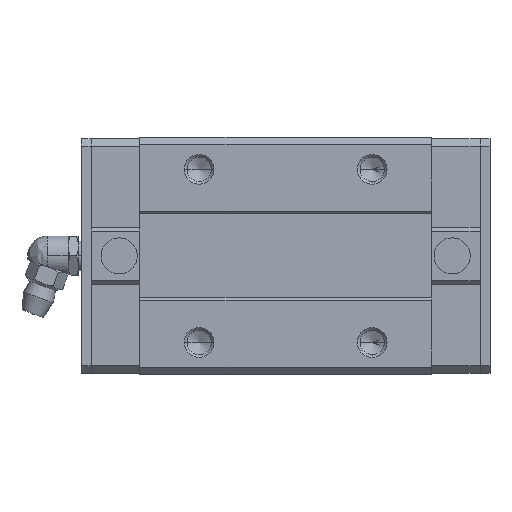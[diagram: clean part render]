
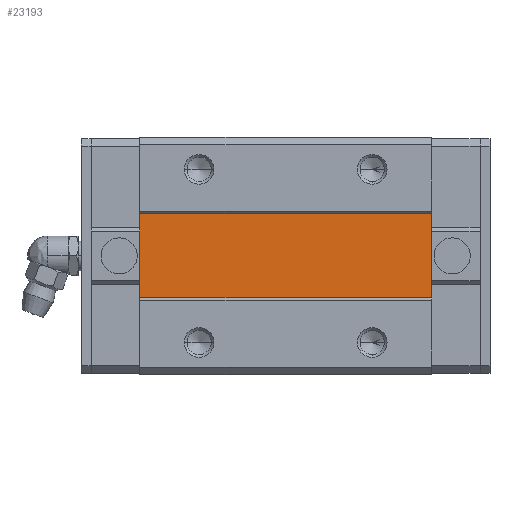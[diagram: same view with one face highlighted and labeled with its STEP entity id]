
A CAD part, top view. The second image highlights one B-rep face of the part: STEP entity #23193.
In plain terms, the highlighted planar face has unit normal (0, 0, 1).
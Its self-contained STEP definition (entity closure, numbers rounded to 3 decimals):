
#77 = FACE_OUTER_BOUND ( 'NONE', #2256, .T. ) ;
#208 = CARTESIAN_POINT ( 'NONE',  ( 70.8, 8.5, 25.5 ) ) ;
#281 = ORIENTED_EDGE ( 'NONE', *, *, #8218, .T. ) ;
#682 = VECTOR ( 'NONE', #12678, 1000. ) ;
#1321 = DIRECTION ( 'NONE',  ( 0., 1., 0. ) ) ;
#1597 = LINE ( 'NONE', #5756, #23113 ) ;
#2256 = EDGE_LOOP ( 'NONE', ( #22652, #281, #7397, #16241 ) ) ;
#2308 = VECTOR ( 'NONE', #1321, 1000. ) ;
#3117 = DIRECTION ( 'NONE',  ( 1., 0., 0. ) ) ;
#4198 = CARTESIAN_POINT ( 'NONE',  ( 11.8, 8.5, 25.5 ) ) ;
#4824 = VERTEX_POINT ( 'NONE', #16164 ) ;
#5756 = CARTESIAN_POINT ( 'NONE',  ( 11.8, -8.5, 25.5 ) ) ;
#7397 = ORIENTED_EDGE ( 'NONE', *, *, #13321, .T. ) ;
#8218 = EDGE_CURVE ( 'NONE', #18175, #4824, #1597, .T. ) ;
#8550 = DIRECTION ( 'NONE',  ( 0., 0., 1. ) ) ;
#10203 = DIRECTION ( 'NONE',  ( 0., 1., 0. ) ) ;
#11902 = VERTEX_POINT ( 'NONE', #21919 ) ;
#12023 = LINE ( 'NONE', #22712, #2308 ) ;
#12244 = EDGE_CURVE ( 'NONE', #18175, #11902, #25078, .T. ) ;
#12678 = DIRECTION ( 'NONE',  ( -1., 0., 0. ) ) ;
#13321 = EDGE_CURVE ( 'NONE', #4824, #24036, #12023, .T. ) ;
#16164 = CARTESIAN_POINT ( 'NONE',  ( 70.8, -8.5, 25.5 ) ) ;
#16241 = ORIENTED_EDGE ( 'NONE', *, *, #25736, .T. ) ;
#17299 = CARTESIAN_POINT ( 'NONE',  ( 11.8, 0., 25.5 ) ) ;
#18175 = VERTEX_POINT ( 'NONE', #27221 ) ;
#20542 = AXIS2_PLACEMENT_3D ( 'NONE', #17299, #8550, #25924 ) ;
#21919 = CARTESIAN_POINT ( 'NONE',  ( 11.8, 8.5, 25.5 ) ) ;
#22652 = ORIENTED_EDGE ( 'NONE', *, *, #12244, .F. ) ;
#22712 = CARTESIAN_POINT ( 'NONE',  ( 70.8, -0.064, 25.5 ) ) ;
#23113 = VECTOR ( 'NONE', #3117, 1000. ) ;
#23193 = ADVANCED_FACE ( 'NONE', ( #77 ), #25783, .T. ) ;
#23226 = LINE ( 'NONE', #4198, #682 ) ;
#24036 = VERTEX_POINT ( 'NONE', #208 ) ;
#24358 = VECTOR ( 'NONE', #10203, 1000. ) ;
#24674 = CARTESIAN_POINT ( 'NONE',  ( 11.8, -0.064, 25.5 ) ) ;
#25078 = LINE ( 'NONE', #24674, #24358 ) ;
#25736 = EDGE_CURVE ( 'NONE', #24036, #11902, #23226, .T. ) ;
#25783 = PLANE ( 'NONE',  #20542 ) ;
#25924 = DIRECTION ( 'NONE',  ( 1., 0., 0. ) ) ;
#27221 = CARTESIAN_POINT ( 'NONE',  ( 11.8, -8.5, 25.5 ) ) ;
